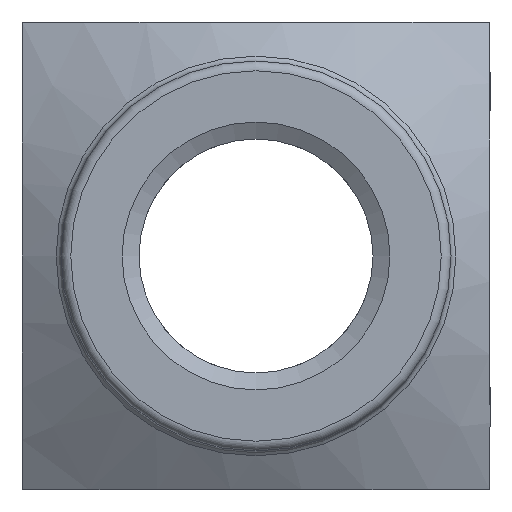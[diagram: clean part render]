
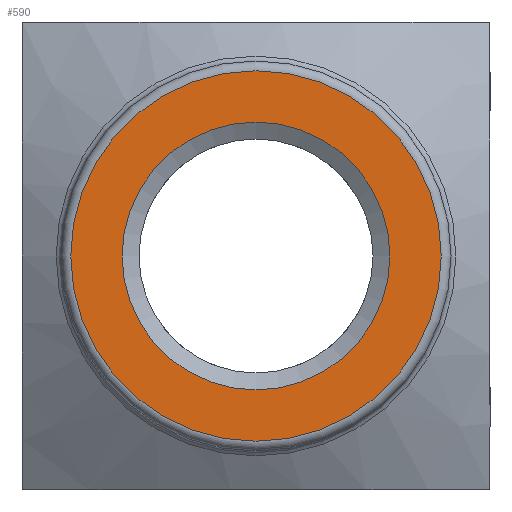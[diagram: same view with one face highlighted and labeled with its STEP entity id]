
A CAD part, front view. The second image highlights one B-rep face of the part: STEP entity #590.
In plain terms, the highlighted planar face has unit normal (0, -1, 0).
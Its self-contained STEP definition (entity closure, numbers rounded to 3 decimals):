
#21 = CARTESIAN_POINT ( 'NONE',  ( 0., -48., 0. ) ) ;
#55 = AXIS2_PLACEMENT_3D ( 'NONE', #21, #849, #778 ) ;
#101 = EDGE_CURVE ( 'NONE', #594, #594, #124, .T. ) ;
#108 = EDGE_LOOP ( 'NONE', ( #591 ) ) ;
#124 = CIRCLE ( 'NONE', #635, 9.5 ) ;
#151 = DIRECTION ( 'NONE',  ( 1., 0., 0. ) ) ;
#154 = PLANE ( 'NONE',  #55 ) ;
#159 = CARTESIAN_POINT ( 'NONE',  ( 6.866, -48., 0. ) ) ;
#282 = CARTESIAN_POINT ( 'NONE',  ( 0., -48., 0. ) ) ;
#323 = FACE_OUTER_BOUND ( 'NONE', #726, .T. ) ;
#384 = VERTEX_POINT ( 'NONE', #159 ) ;
#416 = CIRCLE ( 'NONE', #583, 6.866 ) ;
#502 = EDGE_CURVE ( 'NONE', #384, #384, #416, .T. ) ;
#583 = AXIS2_PLACEMENT_3D ( 'NONE', #282, #774, #151 ) ;
#590 = ADVANCED_FACE ( 'NONE', ( #323, #595 ), #154, .T. ) ;
#591 = ORIENTED_EDGE ( 'NONE', *, *, #502, .F. ) ;
#594 = VERTEX_POINT ( 'NONE', #720 ) ;
#595 = FACE_BOUND ( 'NONE', #108, .T. ) ;
#617 = ORIENTED_EDGE ( 'NONE', *, *, #101, .T. ) ;
#635 = AXIS2_PLACEMENT_3D ( 'NONE', #697, #639, #775 ) ;
#639 = DIRECTION ( 'NONE',  ( 0., -1., 0. ) ) ;
#697 = CARTESIAN_POINT ( 'NONE',  ( 0., -48., 0. ) ) ;
#720 = CARTESIAN_POINT ( 'NONE',  ( 9.5, -48., 0. ) ) ;
#726 = EDGE_LOOP ( 'NONE', ( #617 ) ) ;
#774 = DIRECTION ( 'NONE',  ( 0., -1., 0. ) ) ;
#775 = DIRECTION ( 'NONE',  ( 1., 0., 0. ) ) ;
#778 = DIRECTION ( 'NONE',  ( 1., 0., 0. ) ) ;
#849 = DIRECTION ( 'NONE',  ( 0., -1., 0. ) ) ;
